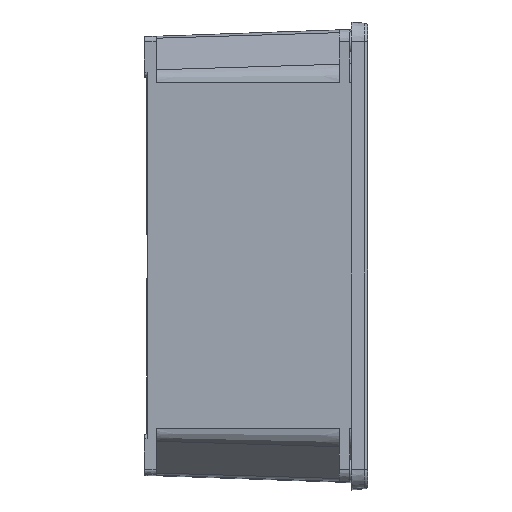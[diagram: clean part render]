
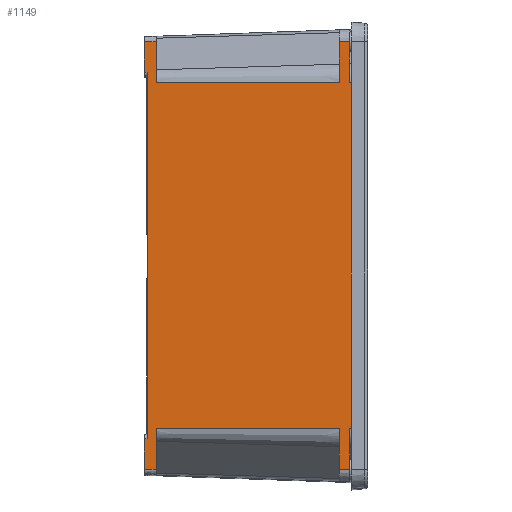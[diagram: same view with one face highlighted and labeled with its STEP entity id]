
A CAD part, top view. The second image highlights one B-rep face of the part: STEP entity #1149.
In plain terms, the highlighted face is planar.
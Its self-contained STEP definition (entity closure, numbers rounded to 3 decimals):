
#1149 = ADVANCED_FACE( '', ( #2354 ), #2355, .F. );
#2354 = FACE_OUTER_BOUND( '', #3556, .T. );
#2355 = PLANE( '', #3557 );
#3556 = EDGE_LOOP( '', ( #6836, #6837, #6838, #6839, #6840, #6841, #6842, #6843, #6844, #6845, #6846, #6847, #6848, #6849, #6850, #6851, #6852, #6853, #6854, #6855 ) );
#3557 = AXIS2_PLACEMENT_3D( '', #6856, #6857, #6858 );
#6836 = ORIENTED_EDGE( '', *, *, #7941, .T. );
#6837 = ORIENTED_EDGE( '', *, *, #8310, .F. );
#6838 = ORIENTED_EDGE( '', *, *, #8283, .T. );
#6839 = ORIENTED_EDGE( '', *, *, #7444, .T. );
#6840 = ORIENTED_EDGE( '', *, *, #8257, .T. );
#6841 = ORIENTED_EDGE( '', *, *, #7595, .T. );
#6842 = ORIENTED_EDGE( '', *, *, #7357, .F. );
#6843 = ORIENTED_EDGE( '', *, *, #8108, .T. );
#6844 = ORIENTED_EDGE( '', *, *, #8023, .F. );
#6845 = ORIENTED_EDGE( '', *, *, #7950, .F. );
#6846 = ORIENTED_EDGE( '', *, *, #8124, .F. );
#6847 = ORIENTED_EDGE( '', *, *, #8325, .T. );
#6848 = ORIENTED_EDGE( '', *, *, #7127, .F. );
#6849 = ORIENTED_EDGE( '', *, *, #8286, .F. );
#6850 = ORIENTED_EDGE( '', *, *, #7140, .F. );
#6851 = ORIENTED_EDGE( '', *, *, #7521, .F. );
#6852 = ORIENTED_EDGE( '', *, *, #7779, .T. );
#6853 = ORIENTED_EDGE( '', *, *, #7184, .F. );
#6854 = ORIENTED_EDGE( '', *, *, #7857, .T. );
#6855 = ORIENTED_EDGE( '', *, *, #7498, .T. );
#6856 = CARTESIAN_POINT( '', ( 2., -195.095, 144.27 ) );
#6857 = DIRECTION( '', ( 0.035, 0.999, 0. ) );
#6858 = DIRECTION( '', ( -0.999, 0.035, 0. ) );
#7127 = EDGE_CURVE( '', #8542, #8543, #8544, .T. );
#7140 = EDGE_CURVE( '', #8565, #8561, #8567, .T. );
#7184 = EDGE_CURVE( '', #8642, #8644, #8645, .T. );
#7357 = EDGE_CURVE( '', #8946, #8942, #8948, .T. );
#7444 = EDGE_CURVE( '', #9097, #9095, #9098, .T. );
#7498 = EDGE_CURVE( '', #9178, #9176, #9179, .T. );
#7521 = EDGE_CURVE( '', #9213, #8565, #9215, .T. );
#7595 = EDGE_CURVE( '', #9339, #8942, #9340, .T. );
#7779 = EDGE_CURVE( '', #9213, #8644, #9612, .T. );
#7857 = EDGE_CURVE( '', #8642, #9178, #9722, .T. );
#7941 = EDGE_CURVE( '', #9176, #9835, #9837, .T. );
#7950 = EDGE_CURVE( '', #9848, #9850, #9851, .T. );
#8023 = EDGE_CURVE( '', #9850, #9939, #9940, .T. );
#8108 = EDGE_CURVE( '', #8946, #9939, #10054, .T. );
#8124 = EDGE_CURVE( '', #10075, #9848, #10076, .T. );
#8257 = EDGE_CURVE( '', #9095, #9339, #10224, .T. );
#8283 = EDGE_CURVE( '', #10251, #9097, #10252, .T. );
#8286 = EDGE_CURVE( '', #8561, #8542, #10255, .T. );
#8310 = EDGE_CURVE( '', #10251, #9835, #10279, .T. );
#8325 = EDGE_CURVE( '', #10075, #8543, #10294, .T. );
#8542 = VERTEX_POINT( '', #10574 );
#8543 = VERTEX_POINT( '', #10575 );
#8544 = LINE( '', #10576, #10577 );
#8561 = VERTEX_POINT( '', #10597 );
#8565 = VERTEX_POINT( '', #10602 );
#8567 = LINE( '', #10604, #10605 );
#8642 = VERTEX_POINT( '', #10708 );
#8644 = VERTEX_POINT( '', #10710 );
#8645 = LINE( '', #10711, #10712 );
#8942 = VERTEX_POINT( '', #11118 );
#8946 = VERTEX_POINT( '', #11123 );
#8948 = LINE( '', #11125, #11126 );
#9095 = VERTEX_POINT( '', #11314 );
#9097 = VERTEX_POINT( '', #11316 );
#9098 = LINE( '', #11317, #11318 );
#9176 = VERTEX_POINT( '', #11420 );
#9178 = VERTEX_POINT( '', #11422 );
#9179 = LINE( '', #11423, #11424 );
#9213 = VERTEX_POINT( '', #11467 );
#9215 = LINE( '', #11469, #11470 );
#9339 = VERTEX_POINT( '', #11638 );
#9340 = LINE( '', #11639, #11640 );
#9612 = LINE( '', #12013, #12014 );
#9722 = LINE( '', #12162, #12163 );
#9835 = VERTEX_POINT( '', #12323 );
#9837 = LINE( '', #12325, #12326 );
#9848 = VERTEX_POINT( '', #12340 );
#9850 = VERTEX_POINT( '', #12342 );
#9851 = LINE( '', #12343, #12344 );
#9939 = VERTEX_POINT( '', #12467 );
#9940 = LINE( '', #12468, #12469 );
#10054 = LINE( '', #12623, #12624 );
#10075 = VERTEX_POINT( '', #12652 );
#10076 = LINE( '', #12653, #12654 );
#10224 = LINE( '', #12844, #12845 );
#10251 = VERTEX_POINT( '', #12878 );
#10252 = LINE( '', #12879, #12880 );
#10255 = LINE( '', #12883, #12884 );
#10279 = LINE( '', #12913, #12914 );
#10294 = LINE( '', #12931, #12932 );
#10574 = CARTESIAN_POINT( '', ( 138.5, -199.862, -144.27 ) );
#10575 = CARTESIAN_POINT( '', ( 131.5, -199.617, -144.27 ) );
#10576 = CARTESIAN_POINT( '', ( 2., -195.095, -144.27 ) );
#10577 = VECTOR( '', #13088, 1000. );
#10597 = CARTESIAN_POINT( '', ( 138.5, -199.862, -116.616 ) );
#10602 = CARTESIAN_POINT( '', ( 142.5, -200.001, -116.616 ) );
#10604 = CARTESIAN_POINT( '', ( 2., -195.095, -116.616 ) );
#10605 = VECTOR( '', #13111, 1000. );
#10708 = CARTESIAN_POINT( '', ( 138.5, -199.862, 144.27 ) );
#10710 = CARTESIAN_POINT( '', ( 138.5, -199.862, 116.616 ) );
#10711 = CARTESIAN_POINT( '', ( 138.5, -199.862, 144.27 ) );
#10712 = VECTOR( '', #13161, 1000. );
#11118 = CARTESIAN_POINT( '', ( 2., -195.095, -123.586 ) );
#11123 = CARTESIAN_POINT( '', ( 0., -195.025, -123.586 ) );
#11125 = CARTESIAN_POINT( '', ( 2., -195.095, -123.586 ) );
#11126 = VECTOR( '', #13401, 1000. );
#11314 = CARTESIAN_POINT( '', ( 0., -195.025, 123.586 ) );
#11316 = CARTESIAN_POINT( '', ( 0., -195.025, 144.27 ) );
#11317 = CARTESIAN_POINT( '', ( 0., -195.025, 144.77 ) );
#11318 = VECTOR( '', #13527, 1000. );
#11420 = CARTESIAN_POINT( '', ( 131.5, -199.617, 116.616 ) );
#11422 = CARTESIAN_POINT( '', ( 131.5, -199.617, 144.27 ) );
#11423 = CARTESIAN_POINT( '', ( 131.5, -199.617, 144.27 ) );
#11424 = VECTOR( '', #13597, 1000. );
#11467 = CARTESIAN_POINT( '', ( 142.5, -200.001, 116.616 ) );
#11469 = CARTESIAN_POINT( '', ( 142.5, -200.001, 116.616 ) );
#11470 = VECTOR( '', #13631, 1000. );
#11638 = CARTESIAN_POINT( '', ( 2., -195.095, 123.586 ) );
#11639 = CARTESIAN_POINT( '', ( 2., -195.095, 116.616 ) );
#11640 = VECTOR( '', #13745, 1000. );
#12013 = CARTESIAN_POINT( '', ( 2., -195.095, 116.616 ) );
#12014 = VECTOR( '', #13958, 1000. );
#12162 = CARTESIAN_POINT( '', ( 2., -195.095, 144.27 ) );
#12163 = VECTOR( '', #14045, 1000. );
#12323 = CARTESIAN_POINT( '', ( 8., -195.305, 116.616 ) );
#12325 = CARTESIAN_POINT( '', ( 2., -195.095, 116.616 ) );
#12326 = VECTOR( '', #14129, 1000. );
#12340 = CARTESIAN_POINT( '', ( 8., -195.305, -116.616 ) );
#12342 = CARTESIAN_POINT( '', ( 8., -195.305, -144.27 ) );
#12343 = CARTESIAN_POINT( '', ( 8., -195.305, 144.27 ) );
#12344 = VECTOR( '', #14142, 1000. );
#12467 = CARTESIAN_POINT( '', ( 0., -195.025, -144.27 ) );
#12468 = CARTESIAN_POINT( '', ( 2., -195.095, -144.27 ) );
#12469 = VECTOR( '', #14217, 1000. );
#12623 = CARTESIAN_POINT( '', ( 0., -195.025, -123.586 ) );
#12624 = VECTOR( '', #14318, 1000. );
#12652 = CARTESIAN_POINT( '', ( 131.5, -199.617, -116.616 ) );
#12653 = CARTESIAN_POINT( '', ( 2., -195.095, -116.616 ) );
#12654 = VECTOR( '', #14335, 1000. );
#12844 = CARTESIAN_POINT( '', ( 2., -195.095, 123.586 ) );
#12845 = VECTOR( '', #14438, 1000. );
#12878 = CARTESIAN_POINT( '', ( 8., -195.305, 144.27 ) );
#12879 = CARTESIAN_POINT( '', ( 2., -195.095, 144.27 ) );
#12880 = VECTOR( '', #14454, 1000. );
#12883 = CARTESIAN_POINT( '', ( 138.5, -199.862, 144.27 ) );
#12884 = VECTOR( '', #14458, 1000. );
#12913 = CARTESIAN_POINT( '', ( 8., -195.305, 144.27 ) );
#12914 = VECTOR( '', #14473, 1000. );
#12931 = CARTESIAN_POINT( '', ( 131.5, -199.617, 144.27 ) );
#12932 = VECTOR( '', #14476, 1000. );
#13088 = DIRECTION( '', ( -0.999, 0.035, 0. ) );
#13111 = DIRECTION( '', ( -0.999, 0.035, 0. ) );
#13161 = DIRECTION( '', ( 0., 0., -1. ) );
#13401 = DIRECTION( '', ( 0.999, -0.035, 0. ) );
#13527 = DIRECTION( '', ( 0., 0., -1. ) );
#13597 = DIRECTION( '', ( 0., 0., -1. ) );
#13631 = DIRECTION( '', ( 0., 0., -1. ) );
#13745 = DIRECTION( '', ( 0., 0., -1. ) );
#13958 = DIRECTION( '', ( -0.999, 0.035, 0. ) );
#14045 = DIRECTION( '', ( -0.999, 0.035, 0. ) );
#14129 = DIRECTION( '', ( -0.999, 0.035, 0. ) );
#14142 = DIRECTION( '', ( 0., 0., -1. ) );
#14217 = DIRECTION( '', ( -0.999, 0.035, 0. ) );
#14318 = DIRECTION( '', ( 0., 0., -1. ) );
#14335 = DIRECTION( '', ( -0.999, 0.035, 0. ) );
#14438 = DIRECTION( '', ( 0.999, -0.035, 0. ) );
#14454 = DIRECTION( '', ( -0.999, 0.035, 0. ) );
#14458 = DIRECTION( '', ( 0., 0., -1. ) );
#14473 = DIRECTION( '', ( 0., 0., -1. ) );
#14476 = DIRECTION( '', ( 0., 0., -1. ) );
